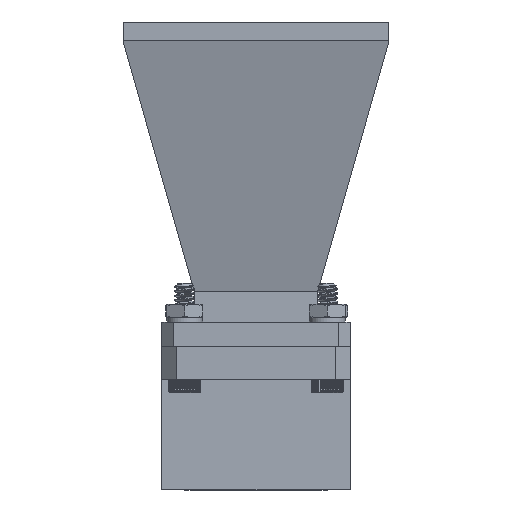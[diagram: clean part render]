
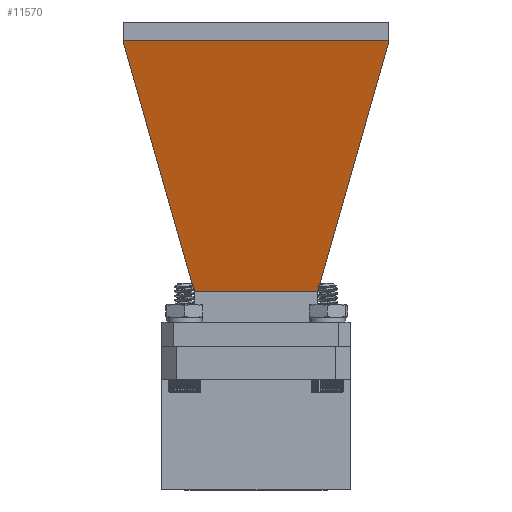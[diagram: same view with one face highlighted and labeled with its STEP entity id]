
A CAD part, front view. The second image highlights one B-rep face of the part: STEP entity #11570.
In plain terms, the highlighted face is planar.
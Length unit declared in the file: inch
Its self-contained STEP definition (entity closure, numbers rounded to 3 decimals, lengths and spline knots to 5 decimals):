
#822 = DIRECTION ( 'NONE',  ( 0.226, -0.267, -0.937 ) ) ;
#1488 = VECTOR ( 'NONE', #5169, 39.37008 ) ;
#1549 = CARTESIAN_POINT ( 'NONE',  ( -0.69646, 0., 3.70418 ) ) ;
#1965 = CARTESIAN_POINT ( 'NONE',  ( -0.69458, -0.92625, 3.69636 ) ) ;
#2615 = ORIENTED_EDGE ( 'NONE', *, *, #19854, .T. ) ;
#4064 = DIRECTION ( 'NONE',  ( 0.235, 0., -0.972 ) ) ;
#4380 = VERTEX_POINT ( 'NONE', #18400 ) ;
#4785 = ORIENTED_EDGE ( 'NONE', *, *, #5878, .T. ) ;
#4953 = DIRECTION ( 'NONE',  ( -0.226, -0.267, 0.937 ) ) ;
#5053 = CARTESIAN_POINT ( 'NONE',  ( -0.27361, -0.4298, 1.95443 ) ) ;
#5169 = DIRECTION ( 'NONE',  ( -0.235, 0., 0.972 ) ) ;
#5476 = VERTEX_POINT ( 'NONE', #6166 ) ;
#5715 = AXIS2_PLACEMENT_3D ( 'NONE', #11107, #8488, #12825 ) ;
#5802 = ORIENTED_EDGE ( 'NONE', *, *, #6381, .T. ) ;
#5878 = EDGE_CURVE ( 'NONE', #11498, #15510, #19395, .T. ) ;
#6086 = LINE ( 'NONE', #1549, #19254 ) ;
#6135 = CARTESIAN_POINT ( 'NONE',  ( -0.69458, 0.92625, 3.69636 ) ) ;
#6166 = CARTESIAN_POINT ( 'NONE',  ( -0.69458, -0.92625, 3.69636 ) ) ;
#6381 = EDGE_CURVE ( 'NONE', #4380, #12352, #15229, .T. ) ;
#6770 = ORIENTED_EDGE ( 'NONE', *, *, #7451, .T. ) ;
#6961 = CARTESIAN_POINT ( 'NONE',  ( -0.69458, 0.92625, 3.69636 ) ) ;
#7451 = EDGE_CURVE ( 'NONE', #12352, #11498, #14816, .T. ) ;
#7466 = EDGE_LOOP ( 'NONE', ( #2615, #11848, #19710, #5802, #6770, #4785 ) ) ;
#8488 = DIRECTION ( 'NONE',  ( -0.972, 0., -0.235 ) ) ;
#8795 = VECTOR ( 'NONE', #4064, 39.37008 ) ;
#9607 = LINE ( 'NONE', #1965, #1488 ) ;
#11107 = CARTESIAN_POINT ( 'NONE',  ( -0.49578, 0., 2.87376 ) ) ;
#11498 = VERTEX_POINT ( 'NONE', #14430 ) ;
#11570 = ADVANCED_FACE ( 'NONE', ( #12721 ), #18944, .T. ) ;
#11818 = CARTESIAN_POINT ( 'NONE',  ( -0.69646, 0.92625, 3.70418 ) ) ;
#11848 = ORIENTED_EDGE ( 'NONE', *, *, #17205, .T. ) ;
#12352 = VERTEX_POINT ( 'NONE', #6135 ) ;
#12405 = VERTEX_POINT ( 'NONE', #16601 ) ;
#12516 = VECTOR ( 'NONE', #17799, 39.37008 ) ;
#12721 = FACE_OUTER_BOUND ( 'NONE', #7466, .T. ) ;
#12825 = DIRECTION ( 'NONE',  ( -0.235, 0., 0.972 ) ) ;
#14137 = LINE ( 'NONE', #5053, #17633 ) ;
#14320 = DIRECTION ( 'NONE',  ( 0., 1., 0. ) ) ;
#14430 = CARTESIAN_POINT ( 'NONE',  ( -0.27361, 0.4298, 1.95443 ) ) ;
#14816 = LINE ( 'NONE', #6961, #17704 ) ;
#15229 = LINE ( 'NONE', #11818, #8795 ) ;
#15510 = VERTEX_POINT ( 'NONE', #17328 ) ;
#16601 = CARTESIAN_POINT ( 'NONE',  ( -0.69646, -0.92625, 3.70418 ) ) ;
#17205 = EDGE_CURVE ( 'NONE', #5476, #12405, #9607, .T. ) ;
#17328 = CARTESIAN_POINT ( 'NONE',  ( -0.27361, -0.4298, 1.95443 ) ) ;
#17592 = CARTESIAN_POINT ( 'NONE',  ( -0.27361, 0., 1.95443 ) ) ;
#17633 = VECTOR ( 'NONE', #4953, 39.37008 ) ;
#17704 = VECTOR ( 'NONE', #822, 39.37008 ) ;
#17799 = DIRECTION ( 'NONE',  ( 0., -1., 0. ) ) ;
#18400 = CARTESIAN_POINT ( 'NONE',  ( -0.69646, 0.92625, 3.70418 ) ) ;
#18633 = EDGE_CURVE ( 'NONE', #12405, #4380, #6086, .T. ) ;
#18944 = PLANE ( 'NONE',  #5715 ) ;
#19254 = VECTOR ( 'NONE', #14320, 39.37008 ) ;
#19395 = LINE ( 'NONE', #17592, #12516 ) ;
#19710 = ORIENTED_EDGE ( 'NONE', *, *, #18633, .T. ) ;
#19854 = EDGE_CURVE ( 'NONE', #15510, #5476, #14137, .T. ) ;
